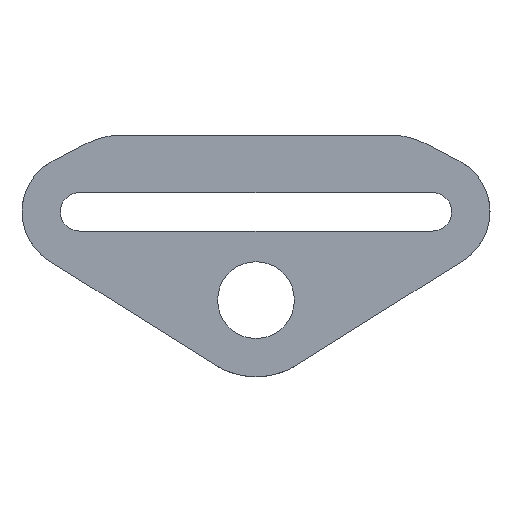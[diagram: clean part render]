
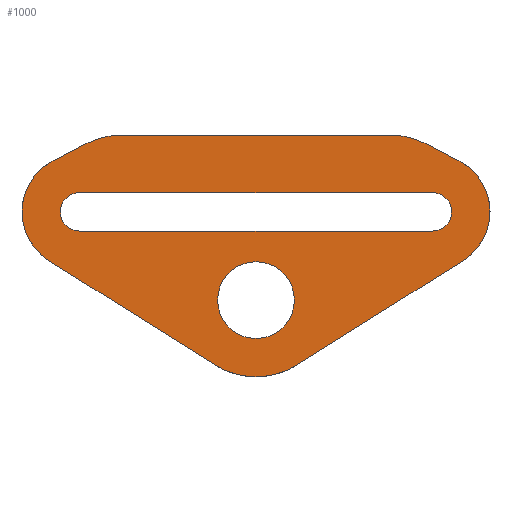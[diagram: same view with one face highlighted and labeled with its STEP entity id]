
A CAD part, left-side view. The second image highlights one B-rep face of the part: STEP entity #1000.
In plain terms, the highlighted planar face has unit normal (-1, 0, 0).
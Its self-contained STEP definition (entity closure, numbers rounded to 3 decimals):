
#4 = ORIENTED_EDGE ( 'NONE', *, *, #1140, .T. ) ;
#20 = VERTEX_POINT ( 'NONE', #420 ) ;
#34 = DIRECTION ( 'NONE',  ( 0., 0., 1. ) ) ;
#38 = EDGE_CURVE ( 'NONE', #333, #777, #838, .T. ) ;
#47 = LINE ( 'NONE', #354, #792 ) ;
#50 = VECTOR ( 'NONE', #1064, 1000. ) ;
#54 = CIRCLE ( 'NONE', #668, 10. ) ;
#55 = CARTESIAN_POINT ( 'NONE',  ( 20., 199.46, 16. ) ) ;
#66 = VERTEX_POINT ( 'NONE', #204 ) ;
#70 = DIRECTION ( 'NONE',  ( 0., 0., 1. ) ) ;
#75 = FACE_OUTER_BOUND ( 'NONE', #351, .T. ) ;
#77 = CARTESIAN_POINT ( 'NONE',  ( 20., 222.46, 27.5 ) ) ;
#106 = ORIENTED_EDGE ( 'NONE', *, *, #38, .T. ) ;
#109 = CARTESIAN_POINT ( 'NONE',  ( 20., 172.47, 21.15 ) ) ;
#125 = EDGE_LOOP ( 'NONE', ( #381, #968, #321, #4 ) ) ;
#135 = CIRCLE ( 'NONE', #367, 10. ) ;
#144 = CARTESIAN_POINT ( 'NONE',  ( 20., 204.781, 7.533 ) ) ;
#145 = VECTOR ( 'NONE', #1297, 1000. ) ;
#162 = DIRECTION ( 'NONE',  ( 1., 0., 0. ) ) ;
#196 = CARTESIAN_POINT ( 'NONE',  ( 20., 217.024, 27.5 ) ) ;
#202 = DIRECTION ( 'NONE',  ( 0., -1., 0. ) ) ;
#204 = CARTESIAN_POINT ( 'NONE',  ( 20., 222.46, 25. ) ) ;
#209 = FACE_BOUND ( 'NONE', #125, .T. ) ;
#212 = ORIENTED_EDGE ( 'NONE', *, *, #1028, .T. ) ;
#213 = CIRCLE ( 'NONE', #637, 5. ) ;
#214 = ORIENTED_EDGE ( 'NONE', *, *, #1150, .T. ) ;
#221 = VERTEX_POINT ( 'NONE', #1121 ) ;
#231 = ORIENTED_EDGE ( 'NONE', *, *, #673, .T. ) ;
#251 = CARTESIAN_POINT ( 'NONE',  ( 20., 181.896, 27.5 ) ) ;
#258 = DIRECTION ( 'NONE',  ( 0., 0., 1. ) ) ;
#262 = VECTOR ( 'NONE', #924, 1000. ) ;
#273 = ORIENTED_EDGE ( 'NONE', *, *, #453, .T. ) ;
#292 = EDGE_CURVE ( 'NONE', #993, #66, #1245, .T. ) ;
#305 = CARTESIAN_POINT ( 'NONE',  ( 20., 177.297, 36.38 ) ) ;
#317 = EDGE_CURVE ( 'NONE', #346, #1152, #664, .T. ) ;
#321 = ORIENTED_EDGE ( 'NONE', *, *, #292, .T. ) ;
#333 = VERTEX_POINT ( 'NONE', #1236 ) ;
#338 = DIRECTION ( 'NONE',  ( 1., 0., 0. ) ) ;
#346 = VERTEX_POINT ( 'NONE', #406 ) ;
#348 = ORIENTED_EDGE ( 'NONE', *, *, #1292, .T. ) ;
#351 = EDGE_LOOP ( 'NONE', ( #1341, #106, #273, #212, #231, #833, #1363, #1120, #214, #548 ) ) ;
#354 = CARTESIAN_POINT ( 'NONE',  ( 20., 194.139, 7.533 ) ) ;
#357 = AXIS2_PLACEMENT_3D ( 'NONE', #810, #162, #488 ) ;
#367 = AXIS2_PLACEMENT_3D ( 'NONE', #251, #999, #379 ) ;
#368 = DIRECTION ( 'NONE',  ( 1., 0., 0. ) ) ;
#374 = CARTESIAN_POINT ( 'NONE',  ( 20., 176.46, 27.5 ) ) ;
#377 = EDGE_CURVE ( 'NONE', #221, #658, #1048, .T. ) ;
#379 = DIRECTION ( 'NONE',  ( 0., 0., 1. ) ) ;
#381 = ORIENTED_EDGE ( 'NONE', *, *, #377, .T. ) ;
#406 = CARTESIAN_POINT ( 'NONE',  ( 20., 225.909, 34.16 ) ) ;
#420 = CARTESIAN_POINT ( 'NONE',  ( 20., 199.46, 21. ) ) ;
#423 = EDGE_CURVE ( 'NONE', #424, #1074, #47, .T. ) ;
#424 = VERTEX_POINT ( 'NONE', #1201 ) ;
#453 = EDGE_CURVE ( 'NONE', #777, #454, #135, .T. ) ;
#454 = VERTEX_POINT ( 'NONE', #1311 ) ;
#480 = DIRECTION ( 'NONE',  ( 0., 0., 1. ) ) ;
#485 = ORIENTED_EDGE ( 'NONE', *, *, #842, .T. ) ;
#488 = DIRECTION ( 'NONE',  ( 0., 0., 1. ) ) ;
#534 = VERTEX_POINT ( 'NONE', #1222 ) ;
#547 = AXIS2_PLACEMENT_3D ( 'NONE', #695, #368, #1313 ) ;
#548 = ORIENTED_EDGE ( 'NONE', *, *, #423, .T. ) ;
#586 = DIRECTION ( 'NONE',  ( -1., 0., 0. ) ) ;
#588 = CIRCLE ( 'NONE', #1280, 7.5 ) ;
#608 = VECTOR ( 'NONE', #629, 1000. ) ;
#610 = DIRECTION ( 'NONE',  ( 0., 0., 1. ) ) ;
#623 = AXIS2_PLACEMENT_3D ( 'NONE', #196, #950, #1346 ) ;
#629 = DIRECTION ( 'NONE',  ( 0., 0.888, 0.46 ) ) ;
#634 = DIRECTION ( 'NONE',  ( -1., 0., 0. ) ) ;
#637 = AXIS2_PLACEMENT_3D ( 'NONE', #859, #338, #869 ) ;
#641 = CARTESIAN_POINT ( 'NONE',  ( 20., 173.011, 34.16 ) ) ;
#658 = VERTEX_POINT ( 'NONE', #1141 ) ;
#664 = CIRCLE ( 'NONE', #1098, 7.5 ) ;
#667 = EDGE_CURVE ( 'NONE', #534, #346, #934, .T. ) ;
#668 = AXIS2_PLACEMENT_3D ( 'NONE', #55, #586, #480 ) ;
#673 = EDGE_CURVE ( 'NONE', #1030, #534, #1217, .T. ) ;
#695 = CARTESIAN_POINT ( 'NONE',  ( 20., 199.46, 16. ) ) ;
#718 = PLANE ( 'NONE',  #1171 ) ;
#735 = CARTESIAN_POINT ( 'NONE',  ( 20., 199.46, 30. ) ) ;
#768 = CARTESIAN_POINT ( 'NONE',  ( 20., 217.024, 37.5 ) ) ;
#777 = VERTEX_POINT ( 'NONE', #305 ) ;
#779 = DIRECTION ( 'NONE',  ( 0., -0.847, 0.532 ) ) ;
#792 = VECTOR ( 'NONE', #779, 1000. ) ;
#810 = CARTESIAN_POINT ( 'NONE',  ( 20., 222.46, 27.5 ) ) ;
#829 = EDGE_CURVE ( 'NONE', #1152, #1233, #1194, .T. ) ;
#833 = ORIENTED_EDGE ( 'NONE', *, *, #667, .T. ) ;
#838 = LINE ( 'NONE', #641, #608 ) ;
#842 = EDGE_CURVE ( 'NONE', #1185, #20, #213, .T. ) ;
#850 = CARTESIAN_POINT ( 'NONE',  ( 20., 226.45, 21.15 ) ) ;
#856 = DIRECTION ( 'NONE',  ( -1., 0., 0. ) ) ;
#859 = CARTESIAN_POINT ( 'NONE',  ( 20., 199.46, 16. ) ) ;
#869 = DIRECTION ( 'NONE',  ( 0., 0., 1. ) ) ;
#902 = CIRCLE ( 'NONE', #547, 5. ) ;
#924 = DIRECTION ( 'NONE',  ( 0., 0.888, -0.46 ) ) ;
#926 = VECTOR ( 'NONE', #932, 1000. ) ;
#932 = DIRECTION ( 'NONE',  ( 0., 1., 0. ) ) ;
#934 = LINE ( 'NONE', #1262, #262 ) ;
#950 = DIRECTION ( 'NONE',  ( -1., 0., 0. ) ) ;
#957 = EDGE_LOOP ( 'NONE', ( #348, #485 ) ) ;
#968 = ORIENTED_EDGE ( 'NONE', *, *, #1358, .T. ) ;
#993 = VERTEX_POINT ( 'NONE', #1052 ) ;
#999 = DIRECTION ( 'NONE',  ( -1., 0., 0. ) ) ;
#1000 = ADVANCED_FACE ( 'NONE', ( #209, #1242, #75 ), #718, .T. ) ;
#1009 = CARTESIAN_POINT ( 'NONE',  ( 20., 199.46, 11. ) ) ;
#1023 = DIRECTION ( 'NONE',  ( 1., 0., 0. ) ) ;
#1028 = EDGE_CURVE ( 'NONE', #454, #1030, #1288, .T. ) ;
#1030 = VERTEX_POINT ( 'NONE', #768 ) ;
#1048 = LINE ( 'NONE', #735, #1151 ) ;
#1052 = CARTESIAN_POINT ( 'NONE',  ( 20., 176.46, 25. ) ) ;
#1064 = DIRECTION ( 'NONE',  ( 0., 1., 0. ) ) ;
#1074 = VERTEX_POINT ( 'NONE', #109 ) ;
#1098 = AXIS2_PLACEMENT_3D ( 'NONE', #77, #1353, #70 ) ;
#1101 = CARTESIAN_POINT ( 'NONE',  ( 20., 176.46, 27.5 ) ) ;
#1102 = EDGE_CURVE ( 'NONE', #1074, #333, #588, .T. ) ;
#1120 = ORIENTED_EDGE ( 'NONE', *, *, #829, .T. ) ;
#1121 = CARTESIAN_POINT ( 'NONE',  ( 20., 222.46, 30. ) ) ;
#1126 = AXIS2_PLACEMENT_3D ( 'NONE', #374, #1023, #258 ) ;
#1130 = CIRCLE ( 'NONE', #357, 2.5 ) ;
#1136 = CARTESIAN_POINT ( 'NONE',  ( 20., 199.46, 20.5 ) ) ;
#1140 = EDGE_CURVE ( 'NONE', #66, #221, #1130, .T. ) ;
#1141 = CARTESIAN_POINT ( 'NONE',  ( 20., 176.46, 30. ) ) ;
#1150 = EDGE_CURVE ( 'NONE', #1233, #424, #54, .T. ) ;
#1151 = VECTOR ( 'NONE', #202, 1000. ) ;
#1152 = VERTEX_POINT ( 'NONE', #1329 ) ;
#1171 = AXIS2_PLACEMENT_3D ( 'NONE', #1136, #634, #610 ) ;
#1185 = VERTEX_POINT ( 'NONE', #1009 ) ;
#1194 = LINE ( 'NONE', #850, #145 ) ;
#1201 = CARTESIAN_POINT ( 'NONE',  ( 20., 194.139, 7.533 ) ) ;
#1217 = CIRCLE ( 'NONE', #623, 10. ) ;
#1222 = CARTESIAN_POINT ( 'NONE',  ( 20., 221.623, 36.38 ) ) ;
#1233 = VERTEX_POINT ( 'NONE', #144 ) ;
#1236 = CARTESIAN_POINT ( 'NONE',  ( 20., 173.011, 34.16 ) ) ;
#1242 = FACE_BOUND ( 'NONE', #957, .T. ) ;
#1245 = LINE ( 'NONE', #1256, #926 ) ;
#1256 = CARTESIAN_POINT ( 'NONE',  ( 20., 199.46, 25. ) ) ;
#1262 = CARTESIAN_POINT ( 'NONE',  ( 20., 221.623, 36.38 ) ) ;
#1280 = AXIS2_PLACEMENT_3D ( 'NONE', #1101, #856, #34 ) ;
#1288 = LINE ( 'NONE', #1376, #50 ) ;
#1292 = EDGE_CURVE ( 'NONE', #20, #1185, #902, .T. ) ;
#1297 = DIRECTION ( 'NONE',  ( 0., -0.847, -0.532 ) ) ;
#1311 = CARTESIAN_POINT ( 'NONE',  ( 20., 181.896, 37.5 ) ) ;
#1313 = DIRECTION ( 'NONE',  ( 0., 0., 1. ) ) ;
#1329 = CARTESIAN_POINT ( 'NONE',  ( 20., 226.45, 21.15 ) ) ;
#1341 = ORIENTED_EDGE ( 'NONE', *, *, #1102, .T. ) ;
#1346 = DIRECTION ( 'NONE',  ( 0., 0., 1. ) ) ;
#1353 = DIRECTION ( 'NONE',  ( -1., 0., 0. ) ) ;
#1358 = EDGE_CURVE ( 'NONE', #658, #993, #1370, .T. ) ;
#1363 = ORIENTED_EDGE ( 'NONE', *, *, #317, .T. ) ;
#1370 = CIRCLE ( 'NONE', #1126, 2.5 ) ;
#1376 = CARTESIAN_POINT ( 'NONE',  ( 20., 199.46, 37.5 ) ) ;
